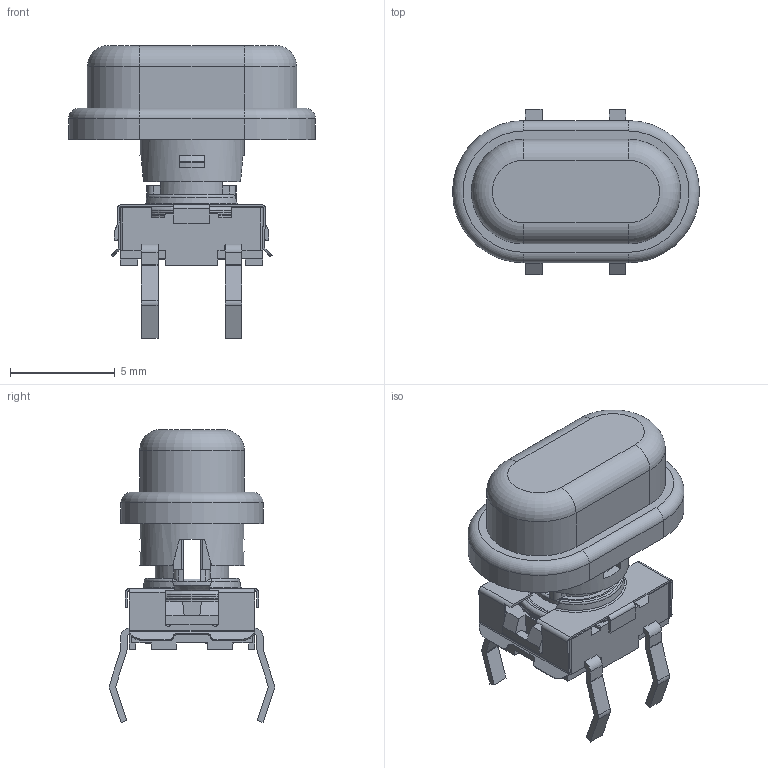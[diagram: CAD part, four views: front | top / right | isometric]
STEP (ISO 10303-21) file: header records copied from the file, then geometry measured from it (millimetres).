
FILE_DESCRIPTION(/* description */ (''),/* implementation_level */ '2;1');
FILE_NAME(/* name */ 'TL6215VFxxxNGK.stp',/* time_stamp */ '2025-06-04T12:46:37-05:00',/* author */ ('mroman'),/* organization */ (''),/* preprocessor_version */ 'ST-DEVELOPER v18.1',/* originating_system */ 'Autodesk Inventor 2022',/* authorisation */ '');
FILE_SCHEMA (('AUTOMOTIVE_DESIGN { 1 0 10303 214 3 1 1 }'));
Length unit declared in the file: centimetre
Products named in the file (1): TL6215VFxxxNGK
Bounding box: 11.8 x 7.9 x 14 mm (x, y, z)
Volume: 291.2 mm3; surface area: 851.4 mm2
Topology: 1 solids, 1 shells, 687 faces, 1951 edges, 1262 vertices
Faces by surface type: plane 506, cylinder 112, bspline 45, torus 21, cone 3
Full cylindrical faces by diameter (mm): 1.1 x1, 2.25 x1, 2.7 x1, 3 x1, 4.05 x1, 4.65 x1, 5 x1, 5.47 x1, 5.8 x1
Entity records: 23980 total; most frequent: CARTESIAN_POINT 6066, ORIENTED_EDGE 3902, DIRECTION 3538, EDGE_CURVE 1951, LINE 1432, VECTOR 1432, VERTEX_POINT 1262, AXIS2_PLACEMENT_3D 1053
